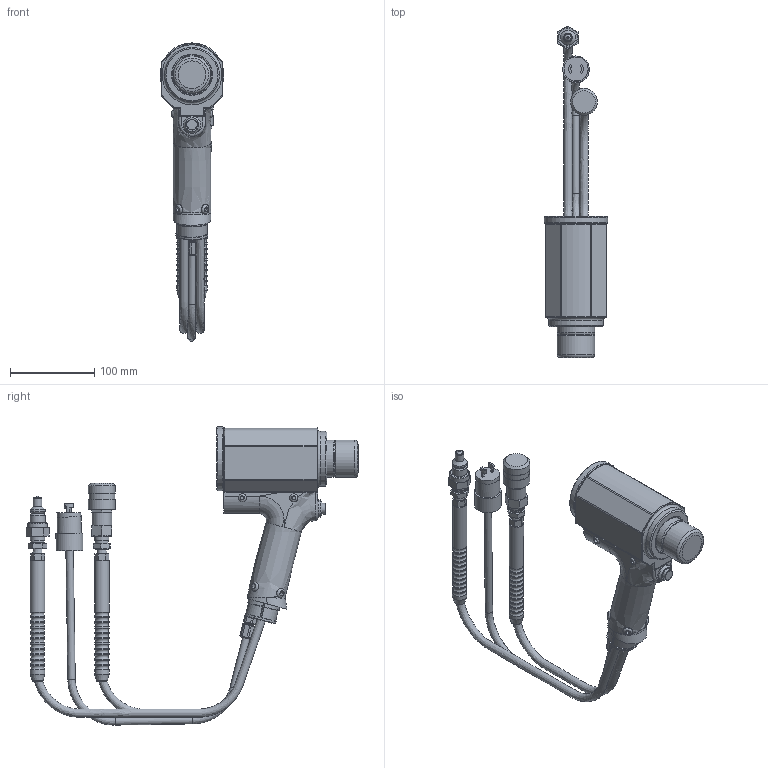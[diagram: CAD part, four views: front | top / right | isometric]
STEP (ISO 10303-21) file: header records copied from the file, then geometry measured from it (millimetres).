
FILE_DESCRIPTION(/* description */ (''),/* implementation_level */ '2;1');
FILE_NAME(/* name */ 'SF20_99-7881_CLR.stp',/* time_stamp */ '2014-10-30T10:00:26-04:00',/* author */ (''),/* organization */ (''),/* preprocessor_version */ 'ST-DEVELOPER v15',/* originating_system */ 'SIEMENS PLM Software NX 9.0',/* authorisation */ '');
FILE_SCHEMA (('CONFIG_CONTROL_DESIGN'));
Length unit declared in the file: inch
Products named in the file (2): 99-7881_CLR_stp; SF20_CLR_stp
Assembly tree (1 placements, depth 2):
  SF20_CLR_stp
    99-7881_CLR_stp
Bounding box: 75.44 x 393.59 x 353.47 mm (x, y, z)
Volume: 1100175.1 mm3; surface area: 217436.3 mm2
Topology: 2 solids, 2 shells, 883 faces, 2164 edges, 1322 vertices
Faces by surface type: plane 353, cylinder 238, torus 99, cone 79, bspline 68, sphere 46
Full cylindrical faces by diameter (mm): 1.524 x2, 2.54 x2, 2.578 x1, 2.705 x1, 4.826 x4, 6.35 x4, 8.763 x4, 9.144 x2, 9.36 x1, 9.652 x1, 10.16 x3, 10.858 x1, 11.684 x2, 12.7 x1, 15.113 x2, 15.24 x1, 15.9 x1, 16.891 x2, 17.145 x24, 17.78 x2, 20.625 x1, 23.368 x1, 23.495 x1, 28.423 x1, 28.448 x1, 30.48 x1, 31.75 x3, 35.027 x1, 36.005 x1, 36.512 x1
Entity records: 30708 total; most frequent: CARTESIAN_POINT 11723, DIRECTION 3817, ORIENTED_EDGE 3692, EDGE_CURVE 1846, AXIS2_PLACEMENT_3D 1548, VERTEX_POINT 1237, EDGE_LOOP 1187, ADVANCED_FACE 883
